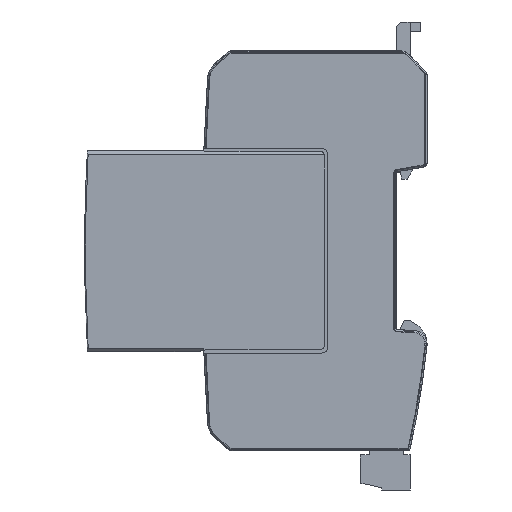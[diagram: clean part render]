
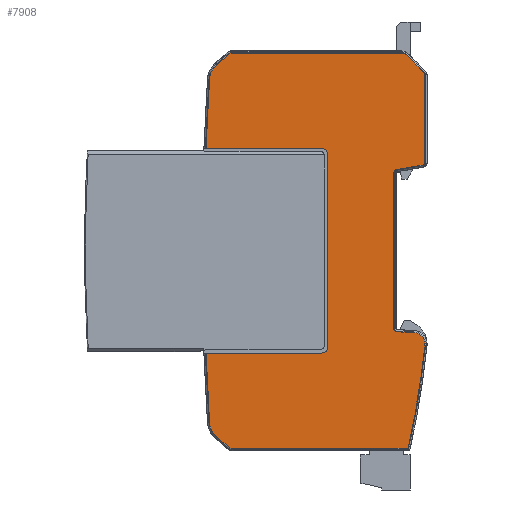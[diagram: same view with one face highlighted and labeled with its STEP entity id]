
A CAD part, left-side view. The second image highlights one B-rep face of the part: STEP entity #7908.
In plain terms, the highlighted planar face has unit normal (-1, 0, 0).
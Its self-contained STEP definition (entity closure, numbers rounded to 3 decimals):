
#825=DIRECTION('',(0.,-0.935,0.356));
#826=VECTOR('',#825,0.445);
#827=CARTESIAN_POINT('',(-9.,44.54,44.344));
#828=LINE('',#827,#826);
#829=CARTESIAN_POINT('',(-9.,5.764,42.982));
#830=DIRECTION('',(1.,0.,0.));
#831=DIRECTION('',(0.,0.,1.));
#832=AXIS2_PLACEMENT_3D('',#829,#830,#831);
#834=CARTESIAN_POINT('',(-9.,45.,-0.015));
#835=DIRECTION('',(1.,0.,0.));
#836=DIRECTION('',(0.,-0.674,0.739));
#837=AXIS2_PLACEMENT_3D('',#834,#835,#836);
#839=CARTESIAN_POINT('',(-9.,1.496,39.407));
#840=DIRECTION('',(1.,0.,0.));
#841=DIRECTION('',(0.,-0.741,0.671));
#842=AXIS2_PLACEMENT_3D('',#839,#840,#841);
#844=CARTESIAN_POINT('',(-9.,0.998,19.804));
#845=DIRECTION('',(1.,0.,0.));
#846=DIRECTION('',(0.,-1.,0.));
#847=AXIS2_PLACEMENT_3D('',#844,#845,#846);
#849=DIRECTION('',(0.,0.985,-0.174));
#850=VECTOR('',#849,6.101);
#851=CARTESIAN_POINT('',(-9.,0.908,19.295));
#852=LINE('',#851,#850);
#853=CARTESIAN_POINT('',(-9.,6.798,17.564));
#854=DIRECTION('',(-1.,0.,0.));
#855=DIRECTION('',(0.,0.174,0.985));
#856=AXIS2_PLACEMENT_3D('',#853,#854,#855);
#858=CARTESIAN_POINT('',(-9.,6.802,-17.579));
#859=DIRECTION('',(-1.,0.,0.));
#860=DIRECTION('',(0.,1.,0.));
#861=AXIS2_PLACEMENT_3D('',#858,#859,#860);
#863=DIRECTION('',(0.,-0.999,-0.052));
#864=VECTOR('',#863,3.973);
#865=CARTESIAN_POINT('',(-9.,6.837,-18.26));
#866=LINE('',#865,#864);
#867=CARTESIAN_POINT('',(-9.,3.002,-20.982));
#868=DIRECTION('',(1.,0.,0.));
#869=DIRECTION('',(0.,-0.052,0.999));
#870=AXIS2_PLACEMENT_3D('',#867,#868,#869);
#872=CARTESIAN_POINT('',(-9.,198.975,-0.892));
#873=DIRECTION('',(1.,0.,0.));
#874=DIRECTION('',(0.,-0.995,-0.102));
#875=AXIS2_PLACEMENT_3D('',#872,#873,#874);
#877=DIRECTION('',(0.,1.,0.));
#878=VECTOR('',#877,39.822);
#879=CARTESIAN_POINT('',(-9.,4.29,-44.536));
#880=LINE('',#879,#878);
#881=DIRECTION('',(0.,0.935,0.356));
#882=VECTOR('',#881,0.465);
#883=CARTESIAN_POINT('',(-9.,44.112,-44.54));
#884=LINE('',#883,#882);
#885=DIRECTION('',(0.,0.748,0.663));
#886=VECTOR('',#885,4.168);
#887=CARTESIAN_POINT('',(-9.,44.546,-44.374));
#888=LINE('',#887,#886);
#889=CARTESIAN_POINT('',(-9.,44.476,-38.409));
#890=DIRECTION('',(1.,0.,0.));
#891=DIRECTION('',(0.,0.706,-0.708));
#892=AXIS2_PLACEMENT_3D('',#889,#890,#891);
#894=DIRECTION('',(0.,0.052,0.999));
#895=VECTOR('',#894,15.556);
#896=CARTESIAN_POINT('',(-9.,48.987,-38.643));
#897=LINE('',#896,#895);
#898=DIRECTION('',(0.,-1.,0.002));
#899=VECTOR('',#898,26.092);
#900=CARTESIAN_POINT('',(-9.,49.792,-23.107));
#901=LINE('',#900,#899);
#902=CARTESIAN_POINT('',(-9.,23.702,-21.764));
#903=DIRECTION('',(-1.,0.,0.));
#904=DIRECTION('',(0.,-0.002,-1.));
#905=AXIS2_PLACEMENT_3D('',#902,#903,#904);
#907=CARTESIAN_POINT('',(-9.,23.698,21.731));
#908=DIRECTION('',(-1.,0.,0.));
#909=DIRECTION('',(0.,-1.,0.));
#910=AXIS2_PLACEMENT_3D('',#907,#908,#909);
#912=DIRECTION('',(0.,1.,0.002));
#913=VECTOR('',#912,26.091);
#914=CARTESIAN_POINT('',(-9.,23.697,23.031));
#915=LINE('',#914,#913);
#916=DIRECTION('',(0.,-0.051,0.999));
#917=VECTOR('',#916,15.543);
#918=CARTESIAN_POINT('',(-9.,49.788,23.079));
#919=LINE('',#918,#917);
#920=CARTESIAN_POINT('',(-9.,44.48,38.369));
#921=DIRECTION('',(1.,0.,0.));
#922=DIRECTION('',(0.,0.999,0.051));
#923=AXIS2_PLACEMENT_3D('',#920,#921,#922);
#925=DIRECTION('',(0.,-0.75,0.662));
#926=VECTOR('',#925,3.911);
#927=CARTESIAN_POINT('',(-9.,47.471,41.755));
#928=LINE('',#927,#926);
#982=CARTESIAN_POINT('',(-9.,49.788,23.079));
#996=DIRECTION('',(0.,0.,-1.));
#997=VECTOR('',#996,43.493);
#998=CARTESIAN_POINT('',(-9.,22.398,21.731));
#999=LINE('',#998,#997);
#5198=DIRECTION('',(0.,0.,1.));
#5199=VECTOR('',#5198,35.142);
#5200=CARTESIAN_POINT('',(-9.,7.484,-17.579));
#5201=LINE('',#5200,#5199);
#5256=DIRECTION('',(0.,0.,1.));
#5257=VECTOR('',#5256,19.602);
#5258=CARTESIAN_POINT('',(-9.,0.481,19.804));
#5259=LINE('',#5258,#5257);
#5315=DIRECTION('',(0.,1.,0.));
#5316=VECTOR('',#5315,38.36);
#5317=CARTESIAN_POINT('',(-9.,5.763,44.499));
#5318=LINE('',#5317,#5316);
#5957=VERTEX_POINT('',#982);
#5958=CARTESIAN_POINT('',(-9.,48.992,38.601));
#5959=VERTEX_POINT('',#5958);
#5960=CARTESIAN_POINT('',(-9.,23.697,23.031));
#5961=VERTEX_POINT('',#5960);
#5964=CARTESIAN_POINT('',(-9.,44.54,44.344));
#5965=CARTESIAN_POINT('',(-9.,44.124,44.502));
#5966=VERTEX_POINT('',#5964);
#5967=VERTEX_POINT('',#5965);
#5968=CARTESIAN_POINT('',(-9.,5.763,44.499));
#5969=VERTEX_POINT('',#5968);
#5970=CARTESIAN_POINT('',(-9.,4.741,44.102));
#5971=VERTEX_POINT('',#5970);
#5972=CARTESIAN_POINT('',(-9.,0.742,40.09));
#5973=VERTEX_POINT('',#5972);
#5974=CARTESIAN_POINT('',(-9.,0.479,39.407));
#5975=VERTEX_POINT('',#5974);
#5976=CARTESIAN_POINT('',(-9.,0.481,19.804));
#5977=VERTEX_POINT('',#5976);
#5978=CARTESIAN_POINT('',(-9.,0.908,19.295));
#5979=VERTEX_POINT('',#5978);
#5980=CARTESIAN_POINT('',(-9.,6.917,18.236));
#5981=VERTEX_POINT('',#5980);
#5982=CARTESIAN_POINT('',(-9.,7.481,17.564));
#5983=VERTEX_POINT('',#5982);
#5984=CARTESIAN_POINT('',(-9.,7.484,-17.579));
#5985=VERTEX_POINT('',#5984);
#5986=CARTESIAN_POINT('',(-9.,6.837,-18.26));
#5987=VERTEX_POINT('',#5986);
#5988=CARTESIAN_POINT('',(-9.,2.87,-18.469));
#5989=VERTEX_POINT('',#5988);
#5990=CARTESIAN_POINT('',(-9.,0.498,-21.239));
#5991=VERTEX_POINT('',#5990);
#5992=CARTESIAN_POINT('',(-9.,4.29,-44.536));
#5993=VERTEX_POINT('',#5992);
#5994=CARTESIAN_POINT('',(-9.,44.112,-44.54));
#5995=VERTEX_POINT('',#5994);
#5996=CARTESIAN_POINT('',(-9.,44.546,-44.374));
#5997=VERTEX_POINT('',#5996);
#5998=CARTESIAN_POINT('',(-9.,47.665,-41.609));
#5999=VERTEX_POINT('',#5998);
#6000=CARTESIAN_POINT('',(-9.,48.987,-38.643));
#6001=VERTEX_POINT('',#6000);
#6002=CARTESIAN_POINT('',(-9.,49.792,-23.107));
#6003=VERTEX_POINT('',#6002);
#6004=CARTESIAN_POINT('',(-9.,23.7,-23.064));
#6005=VERTEX_POINT('',#6004);
#6006=CARTESIAN_POINT('',(-9.,22.402,-21.762));
#6007=VERTEX_POINT('',#6006);
#6008=CARTESIAN_POINT('',(-9.,22.398,21.731));
#6009=VERTEX_POINT('',#6008);
#6010=CARTESIAN_POINT('',(-9.,47.471,41.755));
#6011=VERTEX_POINT('',#6010);
#7848=CARTESIAN_POINT('',(-9.,56.3,1.161));
#7849=DIRECTION('',(1.,0.,0.));
#7850=DIRECTION('',(0.,0.,-1.));
#7851=AXIS2_PLACEMENT_3D('',#7848,#7849,#7850);
#7852=PLANE('',#7851);
#7854=ORIENTED_EDGE('',*,*,#7853,.T.);
#7856=ORIENTED_EDGE('',*,*,#7855,.F.);
#7858=ORIENTED_EDGE('',*,*,#7857,.T.);
#7860=ORIENTED_EDGE('',*,*,#7859,.T.);
#7862=ORIENTED_EDGE('',*,*,#7861,.T.);
#7864=ORIENTED_EDGE('',*,*,#7863,.F.);
#7866=ORIENTED_EDGE('',*,*,#7865,.T.);
#7868=ORIENTED_EDGE('',*,*,#7867,.T.);
#7870=ORIENTED_EDGE('',*,*,#7869,.T.);
#7872=ORIENTED_EDGE('',*,*,#7871,.F.);
#7874=ORIENTED_EDGE('',*,*,#7873,.T.);
#7876=ORIENTED_EDGE('',*,*,#7875,.T.);
#7878=ORIENTED_EDGE('',*,*,#7877,.T.);
#7879=ORIENTED_EDGE('',*,*,#7838,.T.);
#7881=ORIENTED_EDGE('',*,*,#7880,.T.);
#7883=ORIENTED_EDGE('',*,*,#7882,.T.);
#7885=ORIENTED_EDGE('',*,*,#7884,.T.);
#7887=ORIENTED_EDGE('',*,*,#7886,.T.);
#7889=ORIENTED_EDGE('',*,*,#7888,.T.);
#7891=ORIENTED_EDGE('',*,*,#7890,.T.);
#7893=ORIENTED_EDGE('',*,*,#7892,.T.);
#7895=ORIENTED_EDGE('',*,*,#7894,.F.);
#7897=ORIENTED_EDGE('',*,*,#7896,.T.);
#7899=ORIENTED_EDGE('',*,*,#7898,.T.);
#7901=ORIENTED_EDGE('',*,*,#7900,.T.);
#7903=ORIENTED_EDGE('',*,*,#7902,.T.);
#7905=ORIENTED_EDGE('',*,*,#7904,.T.);
#7906=EDGE_LOOP('',(#7854,#7856,#7858,#7860,#7862,#7864,#7866,#7868,#7870,#7872,
#7874,#7876,#7878,#7879,#7881,#7883,#7885,#7887,#7889,#7891,#7893,#7895,#7897,
#7899,#7901,#7903,#7905));
#7907=FACE_OUTER_BOUND('',#7906,.F.);
#833=CIRCLE('',#832,1.517);
#838=CIRCLE('',#837,59.725);
#843=CIRCLE('',#842,1.017);
#848=CIRCLE('',#847,0.517);
#857=CIRCLE('',#856,0.683);
#862=CIRCLE('',#861,0.683);
#871=CIRCLE('',#870,2.517);
#876=CIRCLE('',#875,199.517);
#893=CIRCLE('',#892,4.517);
#906=CIRCLE('',#905,1.3);
#911=CIRCLE('',#910,1.3);
#924=CIRCLE('',#923,4.517);
#7838=EDGE_CURVE('',#5991,#5993,#876,.T.);
#7853=EDGE_CURVE('',#5966,#5967,#828,.T.);
#7855=EDGE_CURVE('',#5969,#5967,#5318,.T.);
#7857=EDGE_CURVE('',#5969,#5971,#833,.T.);
#7859=EDGE_CURVE('',#5971,#5973,#838,.T.);
#7861=EDGE_CURVE('',#5973,#5975,#843,.T.);
#7863=EDGE_CURVE('',#5977,#5975,#5259,.T.);
#7865=EDGE_CURVE('',#5977,#5979,#848,.T.);
#7867=EDGE_CURVE('',#5979,#5981,#852,.T.);
#7869=EDGE_CURVE('',#5981,#5983,#857,.T.);
#7871=EDGE_CURVE('',#5985,#5983,#5201,.T.);
#7873=EDGE_CURVE('',#5985,#5987,#862,.T.);
#7875=EDGE_CURVE('',#5987,#5989,#866,.T.);
#7877=EDGE_CURVE('',#5989,#5991,#871,.T.);
#7880=EDGE_CURVE('',#5993,#5995,#880,.T.);
#7882=EDGE_CURVE('',#5995,#5997,#884,.T.);
#7884=EDGE_CURVE('',#5997,#5999,#888,.T.);
#7886=EDGE_CURVE('',#5999,#6001,#893,.T.);
#7888=EDGE_CURVE('',#6001,#6003,#897,.T.);
#7890=EDGE_CURVE('',#6003,#6005,#901,.T.);
#7892=EDGE_CURVE('',#6005,#6007,#906,.T.);
#7894=EDGE_CURVE('',#6009,#6007,#999,.T.);
#7896=EDGE_CURVE('',#6009,#5961,#911,.T.);
#7898=EDGE_CURVE('',#5961,#5957,#915,.T.);
#7900=EDGE_CURVE('',#5957,#5959,#919,.T.);
#7902=EDGE_CURVE('',#5959,#6011,#924,.T.);
#7904=EDGE_CURVE('',#6011,#5966,#928,.T.);
#7908=ADVANCED_FACE('',(#7907),#7852,.F.);
